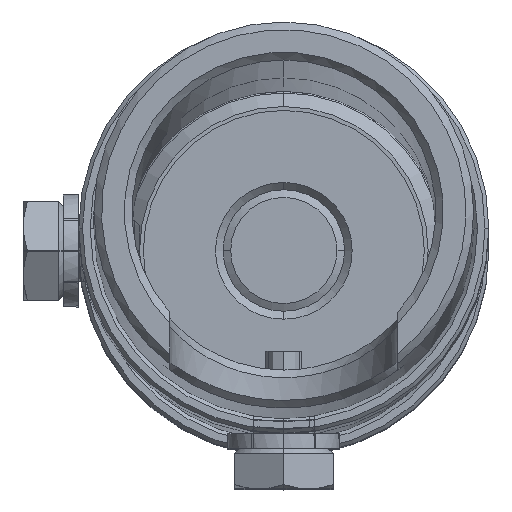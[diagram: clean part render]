
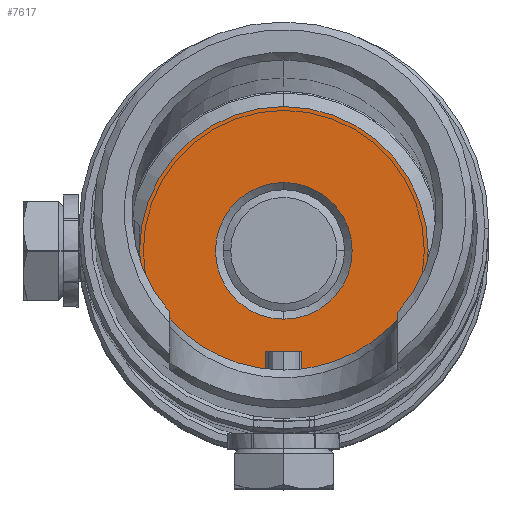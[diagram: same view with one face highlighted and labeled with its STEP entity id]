
A CAD part, top view. The second image highlights one B-rep face of the part: STEP entity #7617.
In plain terms, the highlighted planar face has unit normal (0, 0, 1).
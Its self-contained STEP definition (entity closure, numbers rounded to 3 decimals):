
#1100 = CIRCLE ( 'NONE', #9670, 19. ) ;
#1558 = CARTESIAN_POINT ( 'NONE',  ( 0., -9., 55. ) ) ;
#1567 = AXIS2_PLACEMENT_3D ( 'NONE', #5011, #19386, #20988 ) ;
#4529 = DIRECTION ( 'NONE',  ( 0., 1., 0. ) ) ;
#4637 = VERTEX_POINT ( 'NONE', #7076 ) ;
#5011 = CARTESIAN_POINT ( 'NONE',  ( 0., 0., 55. ) ) ;
#5896 = CIRCLE ( 'NONE', #12676, 9. ) ;
#6103 = EDGE_CURVE ( 'NONE', #8091, #22641, #13904, .T. ) ;
#6812 = CARTESIAN_POINT ( 'NONE',  ( 0., -19., 55. ) ) ;
#6881 = DIRECTION ( 'NONE',  ( 0., 1., 0. ) ) ;
#7017 = CARTESIAN_POINT ( 'NONE',  ( 0., 0., 55. ) ) ;
#7076 = CARTESIAN_POINT ( 'NONE',  ( 0., 19., 55. ) ) ;
#7617 = ADVANCED_FACE ( 'NONE', ( #21997, #25983 ), #7759, .F. ) ;
#7759 = PLANE ( 'NONE',  #25045 ) ;
#7762 = EDGE_LOOP ( 'NONE', ( #20623, #17908 ) ) ;
#8091 = VERTEX_POINT ( 'NONE', #1558 ) ;
#8541 = ORIENTED_EDGE ( 'NONE', *, *, #12285, .T. ) ;
#8569 = EDGE_LOOP ( 'NONE', ( #12841, #8541 ) ) ;
#9670 = AXIS2_PLACEMENT_3D ( 'NONE', #24853, #14742, #22860 ) ;
#12285 = EDGE_CURVE ( 'NONE', #22641, #8091, #5896, .T. ) ;
#12676 = AXIS2_PLACEMENT_3D ( 'NONE', #7017, #22722, #6881 ) ;
#12841 = ORIENTED_EDGE ( 'NONE', *, *, #6103, .T. ) ;
#13097 = AXIS2_PLACEMENT_3D ( 'NONE', #23021, #18765, #4529 ) ;
#13214 = CARTESIAN_POINT ( 'NONE',  ( 0., 9., 55. ) ) ;
#13904 = CIRCLE ( 'NONE', #13097, 9. ) ;
#14742 = DIRECTION ( 'NONE',  ( 0., 0., -1. ) ) ;
#17908 = ORIENTED_EDGE ( 'NONE', *, *, #21628, .F. ) ;
#18765 = DIRECTION ( 'NONE',  ( 0., 0., -1. ) ) ;
#18772 = DIRECTION ( 'NONE',  ( 0., -1., 0. ) ) ;
#19156 = EDGE_CURVE ( 'NONE', #23791, #4637, #19416, .T. ) ;
#19386 = DIRECTION ( 'NONE',  ( 0., 0., -1. ) ) ;
#19416 = CIRCLE ( 'NONE', #1567, 19. ) ;
#20623 = ORIENTED_EDGE ( 'NONE', *, *, #19156, .F. ) ;
#20988 = DIRECTION ( 'NONE',  ( 0., 1., 0. ) ) ;
#21628 = EDGE_CURVE ( 'NONE', #4637, #23791, #1100, .T. ) ;
#21997 = FACE_BOUND ( 'NONE', #8569, .T. ) ;
#22641 = VERTEX_POINT ( 'NONE', #13214 ) ;
#22722 = DIRECTION ( 'NONE',  ( 0., 0., -1. ) ) ;
#22767 = DIRECTION ( 'NONE',  ( 0., 0., -1. ) ) ;
#22860 = DIRECTION ( 'NONE',  ( 0., 1., 0. ) ) ;
#23021 = CARTESIAN_POINT ( 'NONE',  ( 0., 0., 55. ) ) ;
#23791 = VERTEX_POINT ( 'NONE', #6812 ) ;
#23986 = CARTESIAN_POINT ( 'NONE',  ( 0., 10.5, 55. ) ) ;
#24853 = CARTESIAN_POINT ( 'NONE',  ( 0., 0., 55. ) ) ;
#25045 = AXIS2_PLACEMENT_3D ( 'NONE', #23986, #22767, #18772 ) ;
#25983 = FACE_OUTER_BOUND ( 'NONE', #7762, .T. ) ;
